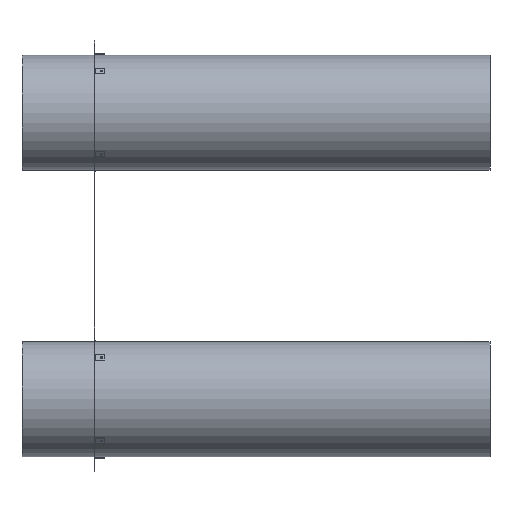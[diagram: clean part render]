
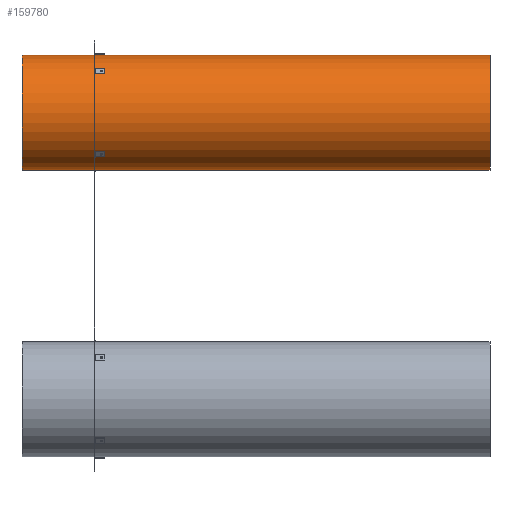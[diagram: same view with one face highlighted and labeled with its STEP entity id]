
A CAD part, top view. The second image highlights one B-rep face of the part: STEP entity #159780.
In plain terms, the highlighted cylindrical face has radius 80 mm (diameter 160 mm), a partial arc.
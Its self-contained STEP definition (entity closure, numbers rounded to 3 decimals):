
#53420=CARTESIAN_POINT('',(-499.5,-882.8,0.));
#53430=DIRECTION('',(0.,0.,-1.));
#53440=DIRECTION('',(0.,-1.,0.));
#53450=AXIS2_PLACEMENT_3D('',#53420,#53430,#53440);
#53460=CYLINDRICAL_SURFACE('',#53450,2.);
#53540=CARTESIAN_POINT('',(-500.244,-880.944,
1082.));
#53550=VERTEX_POINT('',#53540);
#53580=CARTESIAN_POINT('',(-501.5,-801.,1079.));
#53590=DIRECTION('',(-1.,0.,0.));
#53600=DIRECTION('',(0.,-1.,0.));
#53610=AXIS2_PLACEMENT_3D('',#53580,#53590,#53600);
#53620=CYLINDRICAL_SURFACE('',#53610,80.);
#53630=CARTESIAN_POINT('',(-500.244,-880.944,
1082.));
#53640=CARTESIAN_POINT('',(-500.237,-880.941,
1082.084));
#53650=CARTESIAN_POINT('',(-500.228,-880.937,
1082.168));
#53660=CARTESIAN_POINT('',(-500.219,-880.934,
1082.252));
#53670=CARTESIAN_POINT('',(-500.211,-880.93,
1082.336));
#53680=CARTESIAN_POINT('',(-500.201,-880.927,
1082.42));
#53690=CARTESIAN_POINT('',(-500.191,-880.923,
1082.504));
#53700=CARTESIAN_POINT('',(-500.181,-880.92,
1082.588));
#53710=CARTESIAN_POINT('',(-500.171,-880.916,
1082.672));
#53720=CARTESIAN_POINT('',(-500.159,-880.912,
1082.756));
#53730=CARTESIAN_POINT('',(-500.148,-880.908,
1082.84));
#53740=CARTESIAN_POINT('',(-500.136,-880.904,
1082.924));
#53750=CARTESIAN_POINT('',(-500.123,-880.9,
1083.008));
#53760=CARTESIAN_POINT('',(-500.117,-880.897,
1083.05));
#53770=CARTESIAN_POINT('',(-500.11,-880.895,
1083.092));
#53780=CARTESIAN_POINT('',(-500.103,-880.893,
1083.133));
#53790=CARTESIAN_POINT('',(-500.096,-880.891,
1083.175));
#53800=CARTESIAN_POINT('',(-500.089,-880.889,
1083.217));
#53810=CARTESIAN_POINT('',(-500.082,-880.887,
1083.259));
#53820=CARTESIAN_POINT('',(-500.075,-880.884,
1083.3));
#53830=CARTESIAN_POINT('',(-500.067,-880.882,
1083.342));
#53840=CARTESIAN_POINT('',(-500.059,-880.88,
1083.383));
#53850=CARTESIAN_POINT('',(-500.052,-880.878,
1083.425));
#53860=CARTESIAN_POINT('',(-500.043,-880.875,
1083.466));
#53870=CARTESIAN_POINT('',(-500.035,-880.873,
1083.508));
#53880=CARTESIAN_POINT('',(-500.027,-880.871,
1083.549));
#53890=CARTESIAN_POINT('',(-500.018,-880.868,
1083.591));
#53900=CARTESIAN_POINT('',(-500.009,-880.866,
1083.632));
#53910=CARTESIAN_POINT('',(-500.,-880.863,
1083.673));
#53920=CARTESIAN_POINT('',(-499.99,-880.861,
1083.714));
#53930=CARTESIAN_POINT('',(-499.98,-880.859,
1083.755));
#53940=CARTESIAN_POINT('',(-499.971,-880.856,
1083.796));
#53950=CARTESIAN_POINT('',(-499.96,-880.854,
1083.837));
#53960=CARTESIAN_POINT('',(-499.949,-880.851,
1083.878));
#53970=CARTESIAN_POINT('',(-499.944,-880.85,
1083.898));
#53980=CARTESIAN_POINT('',(-499.938,-880.849,
1083.919));
#53990=CARTESIAN_POINT('',(-499.933,-880.847,
1083.939));
#54000=CARTESIAN_POINT('',(-499.927,-880.846,
1083.959));
#54010=CARTESIAN_POINT('',(-499.921,-880.845,
1083.98));
#54020=CARTESIAN_POINT('',(-499.915,-880.844,
1084.));
#54030=B_SPLINE_CURVE_WITH_KNOTS('',3,(#53630,#53640,#53650,#53660,
#53670,#53680,#53690,#53700,#53710,#53720,#53730,#53740,#53750,#53760,
#53770,#53780,#53790,#53800,#53810,#53820,#53830,#53840,#53850,#53860,
#53870,#53880,#53890,#53900,#53910,#53920,#53930,#53940,#53950,#53960,
#53970,#53980,#53990,#54000,#54010,#54020),.UNSPECIFIED.,.F.,.F.,(4,3,3,
3,3,3,3,3,3,3,3,3,3,4),(0.,0.254,0.508,
0.762,1.016,1.143,1.271,
1.398,1.525,1.652,1.778,
1.905,1.969,2.032),.UNSPECIFIED.);
#54040=SURFACE_CURVE('',#54030,(#53460,#53620),.CURVE_3D.);
#54050=CARTESIAN_POINT('',(-499.915,-880.844,
1084.));
#54060=VERTEX_POINT('',#54050);
#54070=EDGE_CURVE('',#53550,#54060,#54040,.T.);
#86220=CARTESIAN_POINT('',(-486.5,-880.844,1084.));
#86230=VERTEX_POINT('',#86220);
#86260=CARTESIAN_POINT('',(-486.5,-801.,1079.));
#86270=DIRECTION('',(-1.,0.,0.));
#86280=DIRECTION('',(0.,-1.,0.));
#86290=AXIS2_PLACEMENT_3D('',#86260,#86270,#86280);
#86300=CIRCLE('',#86290,80.);
#86310=CARTESIAN_POINT('',(-486.5,-881.,1079.));
#86320=VERTEX_POINT('',#86310);
#86330=EDGE_CURVE('',#86320,#86230,#86300,.T.);
#86700=CARTESIAN_POINT('',(-501.5,-880.844,1084.));
#86710=DIRECTION('',(-1.,0.,0.));
#86720=VECTOR('',#86710,1.);
#86730=LINE('',#86700,#86720);
#86740=EDGE_CURVE('',#86230,#54060,#86730,.T.);
#91420=CARTESIAN_POINT('',(48.5,-801.,1079.));
#91430=DIRECTION('',(-1.,0.,0.));
#91440=DIRECTION('',(0.,-1.,0.));
#91450=AXIS2_PLACEMENT_3D('',#91420,#91430,#91440);
#91460=CIRCLE('',#91450,80.);
#91470=CARTESIAN_POINT('',(48.5,-881.,1079.));
#91480=VERTEX_POINT('',#91470);
#91490=CARTESIAN_POINT('',(48.5,-721.,1079.));
#91500=VERTEX_POINT('',#91490);
#91510=EDGE_CURVE('',#91480,#91500,#91460,.T.);
#112530=CARTESIAN_POINT('',(-601.5,-801.,1079.));
#112540=DIRECTION('',(-1.,0.,0.));
#112550=DIRECTION('',(0.,-1.,0.));
#112560=AXIS2_PLACEMENT_3D('',#112530,#112540,#112550);
#112570=CIRCLE('',#112560,80.);
#112580=CARTESIAN_POINT('',(-601.5,-881.,1079.));
#112590=VERTEX_POINT('',#112580);
#112600=CARTESIAN_POINT('',(-601.5,-721.,1079.));
#112610=VERTEX_POINT('',#112600);
#112620=EDGE_CURVE('',#112590,#112610,#112570,.T.);
#145110=CARTESIAN_POINT('',(-499.081,-880.944,
1082.));
#145120=VERTEX_POINT('',#145110);
#145150=CARTESIAN_POINT('',(-501.5,-880.944,1082.));
#145160=DIRECTION('',(-1.,0.,0.));
#145170=VECTOR('',#145160,1.);
#145180=LINE('',#145150,#145170);
#145190=EDGE_CURVE('',#145120,#53550,#145180,.T.);
#148430=CARTESIAN_POINT('',(-499.081,-801.,
1079.));
#148440=DIRECTION('',(-1.,0.,0.));
#148450=DIRECTION('',(0.,-1.,0.));
#148460=AXIS2_PLACEMENT_3D('',#148430,#148440,#148450);
#148470=CIRCLE('',#148460,80.);
#148480=CARTESIAN_POINT('',(-499.081,-881.,
1079.));
#148490=VERTEX_POINT('',#148480);
#148520=EDGE_CURVE('',#148490,#145120,#148470,.T.);
#157490=CARTESIAN_POINT('',(-501.5,-881.,1079.));
#157500=DIRECTION('',(-1.,0.,0.));
#157510=VECTOR('',#157500,1.);
#157520=LINE('',#157490,#157510);
#157530=EDGE_CURVE('',#148490,#112590,#157520,.T.);
#157600=EDGE_CURVE('',#91480,#86320,#157520,.T.);
#157630=CARTESIAN_POINT('',(-501.5,-721.,1079.));
#157640=DIRECTION('',(-1.,0.,0.));
#157650=VECTOR('',#157640,1.);
#157660=LINE('',#157630,#157650);
#157670=EDGE_CURVE('',#91500,#112610,#157660,.T.);
#159610=CARTESIAN_POINT('',(-501.5,-801.,1079.));
#159620=DIRECTION('',(-1.,0.,0.));
#159630=DIRECTION('',(0.,-1.,0.));
#159640=AXIS2_PLACEMENT_3D('',#159610,#159620,#159630);
#159650=CYLINDRICAL_SURFACE('',#159640,80.);
#159660=ORIENTED_EDGE('',*,*,#86740,.F.);
#159670=ORIENTED_EDGE('',*,*,#54070,.T.);
#159680=ORIENTED_EDGE('',*,*,#145190,.T.);
#159690=ORIENTED_EDGE('',*,*,#148520,.T.);
#159700=ORIENTED_EDGE('',*,*,#157530,.F.);
#159710=ORIENTED_EDGE('',*,*,#112620,.F.);
#159720=ORIENTED_EDGE('',*,*,#157670,.T.);
#159730=ORIENTED_EDGE('',*,*,#91510,.T.);
#159740=ORIENTED_EDGE('',*,*,#157600,.F.);
#159750=ORIENTED_EDGE('',*,*,#86330,.F.);
#159760=EDGE_LOOP('',(#159750,#159740,#159730,#159720,#159710,#159700,
#159690,#159680,#159670,#159660));
#159770=FACE_OUTER_BOUND('',#159760,.T.);
#159780=ADVANCED_FACE('',(#159770),#159650,.T.);
